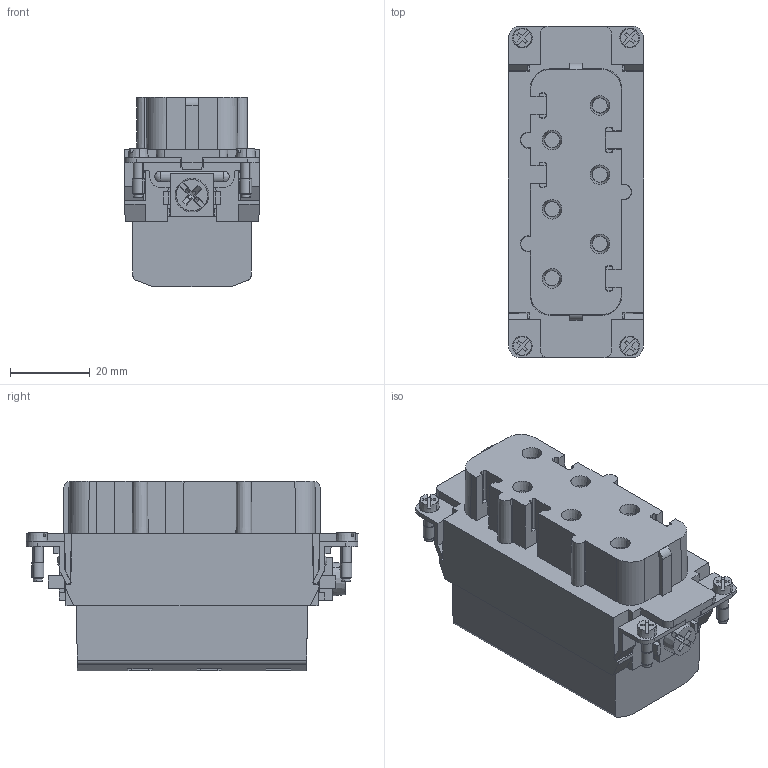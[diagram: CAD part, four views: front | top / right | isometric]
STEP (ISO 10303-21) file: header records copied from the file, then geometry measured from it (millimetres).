
FILE_DESCRIPTION(('CATIA V5 STEP Exchange','CAx-IF Rec.Pracs.--- Model Styling and Organization---1.5--- 2016-08-15','CAx-IF Rec.Pracs.---Supplemental Geometry---1.0---2011-11-01','CAx-IF Rec.Pracs.--- Composite Materials ---1.1---2010-07-15'),'2;1');
FILE_NAME ('2001676-5_0', '2024-10-22T09:15:25+00:00', ('none'), ('Weidmueller'), 'CATIA Version 5-6 Release 2022 SP4 HF5', 'CATIA V5 STEP AP214 v3', 'none');
FILE_SCHEMA(('AUTOMOTIVE_DESIGN { 1 0 10303 214 1 1 1 1 }'));
Length unit declared in the file: millimetre
Products named in the file (1): 3023970000
Bounding box: 34 x 83.52 x 47.75 mm (x, y, z)
Volume: 80109.5 mm3; surface area: 21966.5 mm2
Topology: 1 solids, 1 shells, 723 faces, 2084 edges, 1377 vertices
Faces by surface type: plane 473, cone 158, cylinder 88, sphere 4
Entity records: 26658 total; most frequent: CARTESIAN_POINT 8020, ORIENTED_EDGE 4164, DIRECTION 2956, EDGE_CURVE 2082, VECTOR 1426, LINE 1426, VERTEX_POINT 1377, AXIS2_PLACEMENT_3D 905
